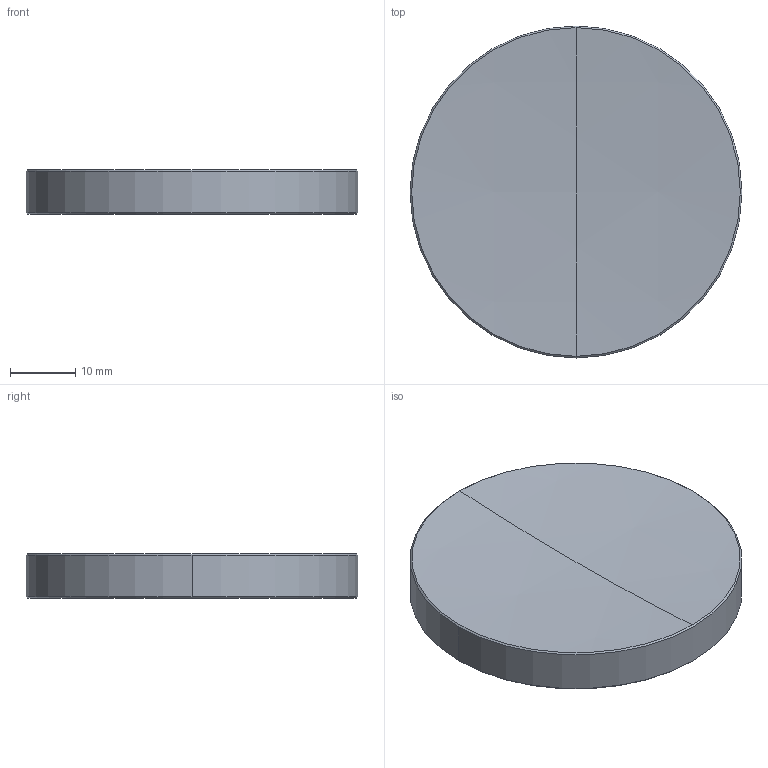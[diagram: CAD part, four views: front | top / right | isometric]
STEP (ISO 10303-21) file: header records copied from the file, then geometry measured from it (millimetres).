
FILE_DESCRIPTION (( 'STEP AP214' ), '1' );
FILE_NAME ('TTN028025-E0W.STEP', '2020-11-05T23:19:56', ( '' ), ( '' ), 'SwSTEP 2.0', 'SolidWorks 2018', '' );
FILE_SCHEMA (( 'AUTOMOTIVE_DESIGN' ));
Length unit declared in the file: inch
Products named in the file (1): TTN028025-E0W
Bounding box: 50.8 x 50.8 x 6.79 mm (x, y, z)
Volume: 12969.2 mm3; surface area: 5094.2 mm2
Topology: 1 solids, 1 shells, 41 faces, 260 edges, 253 vertices
Faces by surface type: plane 33, cone 4, cylinder 2, sphere 2
Entity records: 5051 total; most frequent: CARTESIAN_POINT 2555, ORIENTED_EDGE 520, EDGE_CURVE 260, VERTEX_POINT 253, DIRECTION 226, B_SPLINE_CURVE_WITH_KNOTS 130, VECTOR 118, LINE 118
